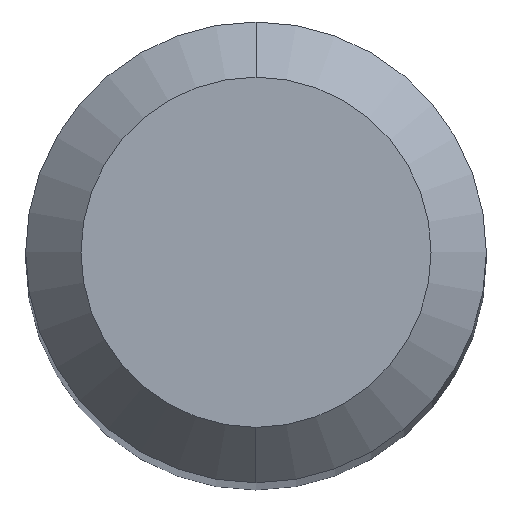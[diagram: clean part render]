
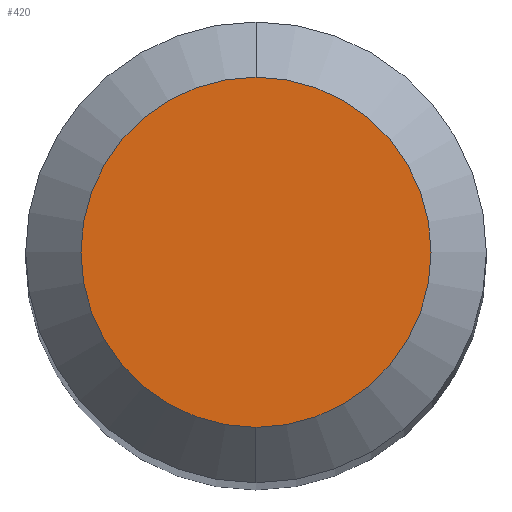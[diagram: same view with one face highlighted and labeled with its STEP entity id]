
A CAD part, top view. The second image highlights one B-rep face of the part: STEP entity #420.
In plain terms, the highlighted planar face has unit normal (0, 0, 1).
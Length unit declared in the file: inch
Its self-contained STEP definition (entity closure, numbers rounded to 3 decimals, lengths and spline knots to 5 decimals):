
#23 = DIRECTION ( 'NONE',  ( 0., -1., 0. ) ) ;
#42 = ORIENTED_EDGE ( 'NONE', *, *, #304, .T. ) ;
#63 = AXIS2_PLACEMENT_3D ( 'NONE', #263, #493, #23 ) ;
#73 = FACE_OUTER_BOUND ( 'NONE', #414, .T. ) ;
#105 = VERTEX_POINT ( 'NONE', #453 ) ;
#123 = PLANE ( 'NONE',  #162 ) ;
#136 = CARTESIAN_POINT ( 'NONE',  ( 0., -0.0475, 0. ) ) ;
#162 = AXIS2_PLACEMENT_3D ( 'NONE', #506, #321, #164 ) ;
#164 = DIRECTION ( 'NONE',  ( 0., 1., 0. ) ) ;
#180 = AXIS2_PLACEMENT_3D ( 'NONE', #279, #199, #354 ) ;
#182 = VERTEX_POINT ( 'NONE', #136 ) ;
#199 = DIRECTION ( 'NONE',  ( 0., 0., 1. ) ) ;
#201 = CIRCLE ( 'NONE', #63, 0.0475 ) ;
#263 = CARTESIAN_POINT ( 'NONE',  ( 0., 0., 0. ) ) ;
#279 = CARTESIAN_POINT ( 'NONE',  ( 0., 0., 0. ) ) ;
#304 = EDGE_CURVE ( 'NONE', #105, #182, #201, .T. ) ;
#321 = DIRECTION ( 'NONE',  ( 0., 0., -1. ) ) ;
#354 = DIRECTION ( 'NONE',  ( 0., -1., 0. ) ) ;
#397 = ORIENTED_EDGE ( 'NONE', *, *, #504, .T. ) ;
#414 = EDGE_LOOP ( 'NONE', ( #42, #397 ) ) ;
#420 = ADVANCED_FACE ( 'NONE', ( #73 ), #123, .F. ) ;
#449 = CIRCLE ( 'NONE', #180, 0.0475 ) ;
#453 = CARTESIAN_POINT ( 'NONE',  ( 0., 0.0475, 0. ) ) ;
#493 = DIRECTION ( 'NONE',  ( 0., 0., 1. ) ) ;
#504 = EDGE_CURVE ( 'NONE', #182, #105, #449, .T. ) ;
#506 = CARTESIAN_POINT ( 'NONE',  ( 0., 0.0475, 0. ) ) ;
